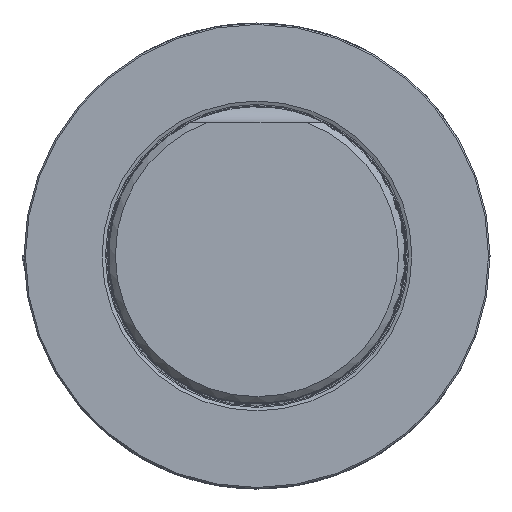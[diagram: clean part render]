
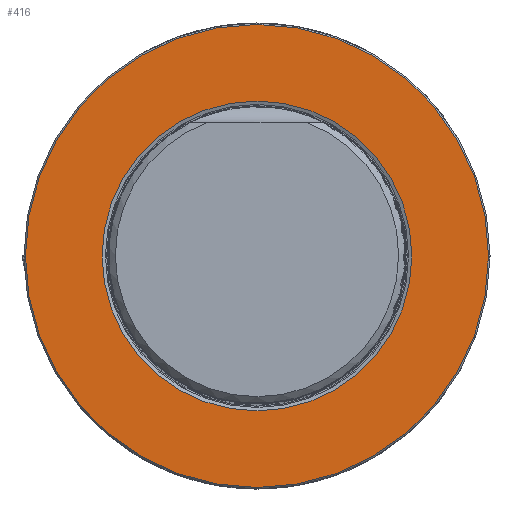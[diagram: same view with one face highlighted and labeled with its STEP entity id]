
A CAD part, top view. The second image highlights one B-rep face of the part: STEP entity #416.
In plain terms, the highlighted planar face has unit normal (0, 0, 1).
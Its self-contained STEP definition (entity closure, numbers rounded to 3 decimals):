
#220=FACE_BOUND('',#931,.T.);
#221=FACE_BOUND('',#932,.T.);
#314=PLANE('',#4466);
#416=ADVANCED_FACE('CN_SU_1',(#220,#221),#314,.F.);
#931=EDGE_LOOP('',(#2083));
#932=EDGE_LOOP('',(#2084));
#1201=CIRCLE('',#4464,20.775);
#1202=CIRCLE('',#4465,31.05);
#2083=ORIENTED_EDGE('',*,*,#3679,.F.);
#2084=ORIENTED_EDGE('',*,*,#3680,.T.);
#3255=VERTEX_POINT('',#6849);
#3256=VERTEX_POINT('',#6851);
#3679=EDGE_CURVE('',#3255,#3255,#1201,.T.);
#3680=EDGE_CURVE('',#3256,#3256,#1202,.T.);
#4464=AXIS2_PLACEMENT_3D('',#6848,#5049,#5050);
#4465=AXIS2_PLACEMENT_3D('',#6850,#5051,#5052);
#4466=AXIS2_PLACEMENT_3D('',#6852,#5053,#5054);
#5049=DIRECTION('',(0.,0.,1.));
#5050=DIRECTION('',(-1.,0.,0.));
#5051=DIRECTION('',(0.,0.,1.));
#5052=DIRECTION('',(-1.,0.,0.));
#5053=DIRECTION('',(0.,0.,-1.));
#5054=DIRECTION('',(-1.,0.,0.));
#6848=CARTESIAN_POINT('',(0.,0.,0.));
#6849=CARTESIAN_POINT('',(-20.775,0.,0.));
#6850=CARTESIAN_POINT('',(0.,0.,0.));
#6851=CARTESIAN_POINT('',(-31.05,0.,0.));
#6852=CARTESIAN_POINT('',(0.,0.,0.));
